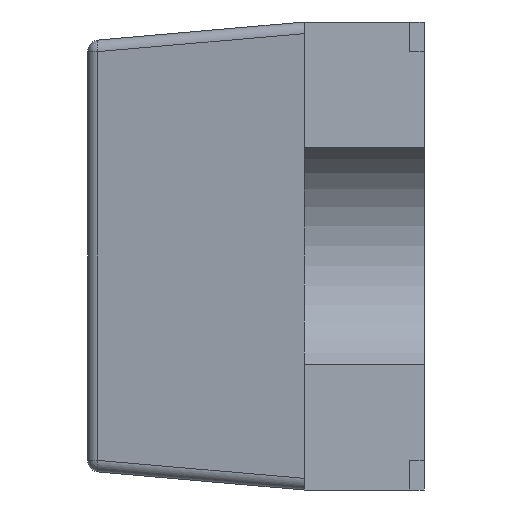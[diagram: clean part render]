
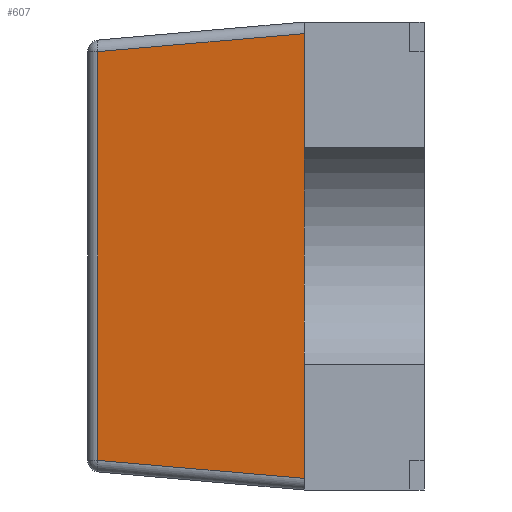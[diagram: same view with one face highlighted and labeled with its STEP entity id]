
A CAD part, left-side view. The second image highlights one B-rep face of the part: STEP entity #607.
In plain terms, the highlighted planar face has unit normal (-0.991, 0.134, 0).
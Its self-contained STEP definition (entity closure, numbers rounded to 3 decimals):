
#69=CARTESIAN_POINT('',(0.248,0.533,0.051));
#70=VERTEX_POINT('',#69);
#78=CARTESIAN_POINT('',(0.248,0.533,0.749));
#79=VERTEX_POINT('',#78);
#80=CARTESIAN_POINT('',(0.248,0.533,0.749));
#81=DIRECTION('',(0.,0.,-1.));
#82=VECTOR('',#81,0.699);
#83=LINE('',#80,#82);
#84=EDGE_CURVE('',#79,#70,#83,.T.);
#111=CARTESIAN_POINT('',(0.2,0.18,0.78));
#112=VERTEX_POINT('',#111);
#135=CARTESIAN_POINT('',(0.2,0.18,0.78));
#136=DIRECTION('',(0.133,0.987,-0.086));
#137=VECTOR('',#136,0.357);
#138=LINE('',#135,#137);
#139=EDGE_CURVE('',#112,#79,#138,.T.);
#188=CARTESIAN_POINT('',(0.2,0.18,0.02));
#189=VERTEX_POINT('',#188);
#199=CARTESIAN_POINT('',(0.248,0.533,0.051));
#200=DIRECTION('',(-0.133,-0.987,-0.086));
#201=VECTOR('',#200,0.357);
#202=LINE('',#199,#201);
#203=EDGE_CURVE('',#70,#189,#202,.T.);
#591=CARTESIAN_POINT('',(0.2,0.18,-0.005));
#592=DIRECTION('',(0.991,-0.134,0.));
#593=DIRECTION('',(0.,0.,-1.));
#594=AXIS2_PLACEMENT_3D('',#591,#592,#593);
#595=PLANE('',#594);
#596=ORIENTED_EDGE('',*,*,#84,.T.);
#597=ORIENTED_EDGE('',*,*,#203,.T.);
#598=CARTESIAN_POINT('',(0.2,0.18,0.02));
#599=DIRECTION('',(0.,-0.,1.));
#600=VECTOR('',#599,0.76);
#601=LINE('',#598,#600);
#602=EDGE_CURVE('',#189,#112,#601,.T.);
#603=ORIENTED_EDGE('',*,*,#602,.T.);
#604=ORIENTED_EDGE('',*,*,#139,.T.);
#605=EDGE_LOOP('',(#596,#597,#603,#604));
#606=FACE_BOUND('',#605,.T.);
#607=ADVANCED_FACE('',(#606),#595,.F.);
